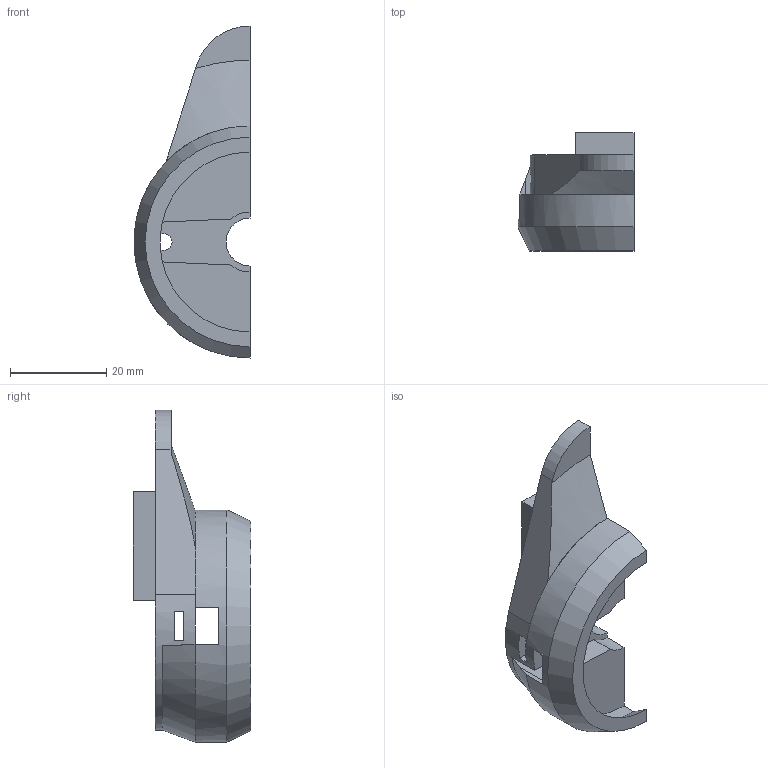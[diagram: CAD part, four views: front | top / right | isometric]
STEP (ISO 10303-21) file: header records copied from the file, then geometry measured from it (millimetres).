
FILE_DESCRIPTION (( 'STEP AP214' ), '1' );
FILE_NAME ('neck-round-top-left.STEP', '2024-05-05T05:01:56', ( '' ), ( '' ), 'SwSTEP 2.0', 'SolidWorks 2023', '' );
FILE_SCHEMA (( 'AUTOMOTIVE_DESIGN' ));
Length unit declared in the file: millimetre
Products named in the file (1): neck-round-top-left
Bounding box: 24.17 x 24.58 x 69.17 mm (x, y, z)
Volume: 13159.7 mm3; surface area: 5892.6 mm2
Topology: 1 solids, 1 shells, 45 faces, 129 edges, 85 vertices
Faces by surface type: plane 26, cylinder 15, cone 4
Entity records: 1536 total; most frequent: CARTESIAN_POINT 281, DIRECTION 261, ORIENTED_EDGE 258, EDGE_CURVE 129, AXIS2_PLACEMENT_3D 89, VERTEX_POINT 85, LINE 83, VECTOR 83
